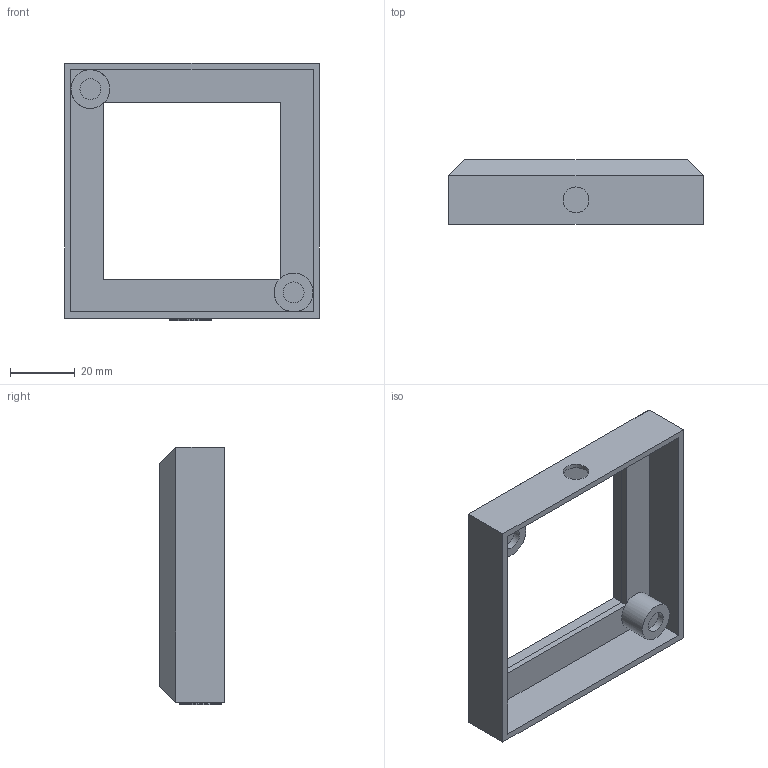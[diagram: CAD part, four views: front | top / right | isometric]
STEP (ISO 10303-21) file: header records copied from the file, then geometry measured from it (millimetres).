
FILE_DESCRIPTION(/* description */ (''),/* implementation_level */ '2;1');
FILE_NAME(/* name */ 'Base v18.step',/* time_stamp */ '2021-03-19T08:00:28-05:00',/* author */ (''),/* organization */ (''),/* preprocessor_version */ 'ST-DEVELOPER v18.1',/* originating_system */ 'Autodesk Translation Framework v9.10.0.1330',/* authorisation */ '');
FILE_SCHEMA (('AUTOMOTIVE_DESIGN { 1 0 10303 214 3 1 1 }'));
Products named in the file (1): Base
Bounding box: 79 x 20 x 79.75 mm (x, y, z)
Volume: 26615.1 mm3; surface area: 18427.8 mm2
Topology: 1 solids, 1 shells, 1667 faces, 4818 edges, 3208 vertices
Faces by surface type: plane 843, bspline 816, cylinder 8
Full cylindrical faces by diameter (mm): 6.5 x2, 8 x1
Entity records: 56779 total; most frequent: CARTESIAN_POINT 18497, ORIENTED_EDGE 9644, DIRECTION 4914, EDGE_CURVE 4822, VERTEX_POINT 3208, LINE 3170, VECTOR 3170, EDGE_LOOP 1726
